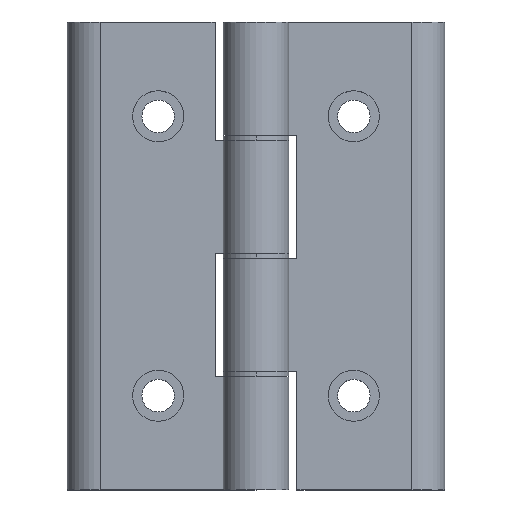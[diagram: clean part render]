
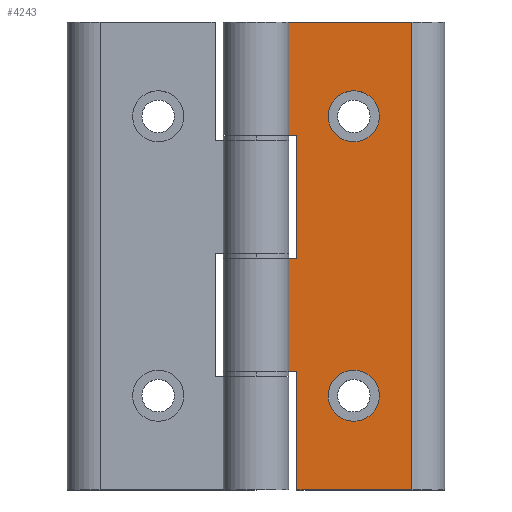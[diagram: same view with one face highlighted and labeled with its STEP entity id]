
A CAD part, top view. The second image highlights one B-rep face of the part: STEP entity #4243.
In plain terms, the highlighted planar face has unit normal (0, 0, 1).
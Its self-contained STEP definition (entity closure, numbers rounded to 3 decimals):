
#105 = AXIS2_PLACEMENT_3D ( 'NONE', #559, #554, #564 ) ;
#146 = CARTESIAN_POINT ( 'NONE',  ( 26.5, 20.25, 0. ) ) ;
#147 = CARTESIAN_POINT ( 'NONE',  ( 15.5, 20.25, 0. ) ) ;
#152 = CARTESIAN_POINT ( 'NONE',  ( 26.5, 80.25, 0. ) ) ;
#188 = CARTESIAN_POINT ( 'NONE',  ( 15.5, 80.25, 0. ) ) ;
#200 = VERTEX_POINT ( 'NONE', #4294 ) ;
#219 = VERTEX_POINT ( 'NONE', #4306 ) ;
#226 = VERTEX_POINT ( 'NONE', #152 ) ;
#227 = VERTEX_POINT ( 'NONE', #188 ) ;
#238 = VERTEX_POINT ( 'NONE', #146 ) ;
#240 = VERTEX_POINT ( 'NONE', #147 ) ;
#554 = DIRECTION ( 'NONE',  ( 0., 0., -1. ) ) ;
#559 = CARTESIAN_POINT ( 'NONE',  ( 33.5, 100.5, 0. ) ) ;
#561 = EDGE_CURVE ( 'NONE', #200, #2986, #3180, .T. ) ;
#562 = PLANE ( 'NONE',  #105 ) ;
#564 = DIRECTION ( 'NONE',  ( -1., 0., 0. ) ) ;
#738 = CARTESIAN_POINT ( 'NONE',  ( 21., 80.25, 0. ) ) ;
#739 = DIRECTION ( 'NONE',  ( 0., 0., -1. ) ) ;
#740 = DIRECTION ( 'NONE',  ( -1., 0., 0. ) ) ;
#744 = CARTESIAN_POINT ( 'NONE',  ( 21., 20.25, 0. ) ) ;
#745 = DIRECTION ( 'NONE',  ( 0., 0., -1. ) ) ;
#746 = DIRECTION ( 'NONE',  ( -1., 0., 0. ) ) ;
#749 = CARTESIAN_POINT ( 'NONE',  ( 7., 100.5, 0. ) ) ;
#750 = DIRECTION ( 'NONE',  ( 0., -1., 0. ) ) ;
#1067 = EDGE_CURVE ( 'NONE', #2982, #2988, #3189, .T. ) ;
#1073 = EDGE_CURVE ( 'NONE', #219, #2981, #4817, .T. ) ;
#1084 = EDGE_CURVE ( 'NONE', #238, #240, #4832, .T. ) ;
#1092 = EDGE_CURVE ( 'NONE', #226, #227, #4844, .T. ) ;
#1176 = EDGE_CURVE ( 'NONE', #2996, #219, #3225, .T. ) ;
#1177 = EDGE_CURVE ( 'NONE', #2987, #2996, #3227, .T. ) ;
#1178 = EDGE_CURVE ( 'NONE', #2992, #2987, #3229, .T. ) ;
#1179 = EDGE_CURVE ( 'NONE', #2988, #2986, #3231, .T. ) ;
#1180 = EDGE_CURVE ( 'NONE', #2995, #200, #3219, .T. ) ;
#1181 = EDGE_CURVE ( 'NONE', #2981, #2995, #3235, .T. ) ;
#1234 = AXIS2_PLACEMENT_3D ( 'NONE', #2023, #2024, #2025 ) ;
#1238 = AXIS2_PLACEMENT_3D ( 'NONE', #2043, #2044, #2045 ) ;
#1433 = FACE_OUTER_BOUND ( 'NONE', #1702, .T. ) ;
#1439 = FACE_BOUND ( 'NONE', #1691, .T. ) ;
#1442 = FACE_BOUND ( 'NONE', #1700, .T. ) ;
#1494 = AXIS2_PLACEMENT_3D ( 'NONE', #738, #739, #740 ) ;
#1496 = AXIS2_PLACEMENT_3D ( 'NONE', #744, #745, #746 ) ;
#1691 = EDGE_LOOP ( 'NONE', ( #1802, #1803 ) ) ;
#1700 = EDGE_LOOP ( 'NONE', ( #1804, #1805 ) ) ;
#1702 = EDGE_LOOP ( 'NONE', ( #1806, #1807, #1808, #1809, #1810, #1811, #1812, #1813, #1814, #1815 ) ) ;
#1802 = ORIENTED_EDGE ( 'NONE', *, *, #1092, .T. ) ;
#1803 = ORIENTED_EDGE ( 'NONE', *, *, #4348, .T. ) ;
#1804 = ORIENTED_EDGE ( 'NONE', *, *, #1084, .T. ) ;
#1805 = ORIENTED_EDGE ( 'NONE', *, *, #4350, .T. ) ;
#1806 = ORIENTED_EDGE ( 'NONE', *, *, #1181, .T. ) ;
#1807 = ORIENTED_EDGE ( 'NONE', *, *, #1180, .T. ) ;
#1808 = ORIENTED_EDGE ( 'NONE', *, *, #561, .T. ) ;
#1809 = ORIENTED_EDGE ( 'NONE', *, *, #1179, .F. ) ;
#1810 = ORIENTED_EDGE ( 'NONE', *, *, #1067, .F. ) ;
#1811 = ORIENTED_EDGE ( 'NONE', *, *, #4534, .T. ) ;
#1812 = ORIENTED_EDGE ( 'NONE', *, *, #1178, .T. ) ;
#1813 = ORIENTED_EDGE ( 'NONE', *, *, #1177, .T. ) ;
#1814 = ORIENTED_EDGE ( 'NONE', *, *, #1176, .T. ) ;
#1815 = ORIENTED_EDGE ( 'NONE', *, *, #1073, .T. ) ;
#1958 = CARTESIAN_POINT ( 'NONE',  ( 33.5, 0., 0. ) ) ;
#1959 = DIRECTION ( 'NONE',  ( 1., 0., 0. ) ) ;
#1973 = DIRECTION ( 'NONE',  ( 1., 0., 0. ) ) ;
#1974 = CARTESIAN_POINT ( 'NONE',  ( 33.5, 100.5, 0. ) ) ;
#1981 = DIRECTION ( 'NONE',  ( 0., -1., 0. ) ) ;
#1992 = CARTESIAN_POINT ( 'NONE',  ( 7., 100.5, 0. ) ) ;
#2023 = CARTESIAN_POINT ( 'NONE',  ( 21., 20.25, 0. ) ) ;
#2024 = DIRECTION ( 'NONE',  ( 0., 0., -1. ) ) ;
#2025 = DIRECTION ( 'NONE',  ( -1., 0., 0. ) ) ;
#2043 = CARTESIAN_POINT ( 'NONE',  ( 21., 80.25, 0. ) ) ;
#2044 = DIRECTION ( 'NONE',  ( 0., 0., -1. ) ) ;
#2045 = DIRECTION ( 'NONE',  ( -1., 0., 0. ) ) ;
#2231 = CARTESIAN_POINT ( 'NONE',  ( 8.8, 100.5, 0. ) ) ;
#2235 = CARTESIAN_POINT ( 'NONE',  ( 33.5, 49.7, 0. ) ) ;
#2236 = DIRECTION ( 'NONE',  ( -1., 0., 0. ) ) ;
#2237 = CARTESIAN_POINT ( 'NONE',  ( 8.8, 100.5, 0. ) ) ;
#2238 = DIRECTION ( 'NONE',  ( 0., -1., 0. ) ) ;
#2239 = CARTESIAN_POINT ( 'NONE',  ( 33.5, 76.2, 0. ) ) ;
#2240 = DIRECTION ( 'NONE',  ( 1., 0., 0. ) ) ;
#2241 = CARTESIAN_POINT ( 'NONE',  ( 33.5, 100.5, 0. ) ) ;
#2243 = DIRECTION ( 'NONE',  ( 0., -1., 0. ) ) ;
#2244 = DIRECTION ( 'NONE',  ( 0., -1., 0. ) ) ;
#2245 = CARTESIAN_POINT ( 'NONE',  ( 33.5, 25.4, 0. ) ) ;
#2246 = DIRECTION ( 'NONE',  ( 1., 0., 0. ) ) ;
#2981 = VERTEX_POINT ( 'NONE', #3635 ) ;
#2982 = VERTEX_POINT ( 'NONE', #3641 ) ;
#2986 = VERTEX_POINT ( 'NONE', #3645 ) ;
#2987 = VERTEX_POINT ( 'NONE', #3646 ) ;
#2988 = VERTEX_POINT ( 'NONE', #3647 ) ;
#2992 = VERTEX_POINT ( 'NONE', #3651 ) ;
#2995 = VERTEX_POINT ( 'NONE', #3654 ) ;
#2996 = VERTEX_POINT ( 'NONE', #3655 ) ;
#3180 = LINE ( 'NONE', #1958, #3184 ) ;
#3184 = VECTOR ( 'NONE', #1959, 1000. ) ;
#3185 = VECTOR ( 'NONE', #1973, 1000. ) ;
#3189 = LINE ( 'NONE', #1974, #3185 ) ;
#3219 = LINE ( 'NONE', #2231, #3236 ) ;
#3225 = LINE ( 'NONE', #2235, #3228 ) ;
#3227 = LINE ( 'NONE', #2237, #3230 ) ;
#3228 = VECTOR ( 'NONE', #2236, 1000. ) ;
#3229 = LINE ( 'NONE', #2239, #3232 ) ;
#3230 = VECTOR ( 'NONE', #2238, 1000. ) ;
#3231 = LINE ( 'NONE', #2241, #3234 ) ;
#3232 = VECTOR ( 'NONE', #2240, 1000. ) ;
#3234 = VECTOR ( 'NONE', #2243, 1000. ) ;
#3235 = LINE ( 'NONE', #2245, #3238 ) ;
#3236 = VECTOR ( 'NONE', #2244, 1000. ) ;
#3238 = VECTOR ( 'NONE', #2246, 1000. ) ;
#3388 = LINE ( 'NONE', #749, #3393 ) ;
#3389 = CIRCLE ( 'NONE', #1494, 5.5 ) ;
#3390 = CIRCLE ( 'NONE', #1496, 5.5 ) ;
#3393 = VECTOR ( 'NONE', #750, 1000. ) ;
#3635 = CARTESIAN_POINT ( 'NONE',  ( 7., 25.4, 0. ) ) ;
#3641 = CARTESIAN_POINT ( 'NONE',  ( 7., 100.5, 0. ) ) ;
#3645 = CARTESIAN_POINT ( 'NONE',  ( 33.5, 0., 0. ) ) ;
#3646 = CARTESIAN_POINT ( 'NONE',  ( 8.8, 76.2, 0. ) ) ;
#3647 = CARTESIAN_POINT ( 'NONE',  ( 33.5, 100.5, 0. ) ) ;
#3651 = CARTESIAN_POINT ( 'NONE',  ( 7., 76.2, 0. ) ) ;
#3654 = CARTESIAN_POINT ( 'NONE',  ( 8.8, 25.4, 0. ) ) ;
#3655 = CARTESIAN_POINT ( 'NONE',  ( 8.8, 49.7, 0. ) ) ;
#4243 = ADVANCED_FACE ( 'NONE', ( #1439, #1442, #1433 ), #562, .F. ) ;
#4294 = CARTESIAN_POINT ( 'NONE',  ( 8.8, 0., 0. ) ) ;
#4306 = CARTESIAN_POINT ( 'NONE',  ( 7., 49.7, 0. ) ) ;
#4348 = EDGE_CURVE ( 'NONE', #227, #226, #3389, .T. ) ;
#4350 = EDGE_CURVE ( 'NONE', #240, #238, #3390, .T. ) ;
#4534 = EDGE_CURVE ( 'NONE', #2982, #2992, #3388, .T. ) ;
#4817 = LINE ( 'NONE', #1992, #4819 ) ;
#4819 = VECTOR ( 'NONE', #1981, 1000. ) ;
#4832 = CIRCLE ( 'NONE', #1234, 5.5 ) ;
#4844 = CIRCLE ( 'NONE', #1238, 5.5 ) ;
